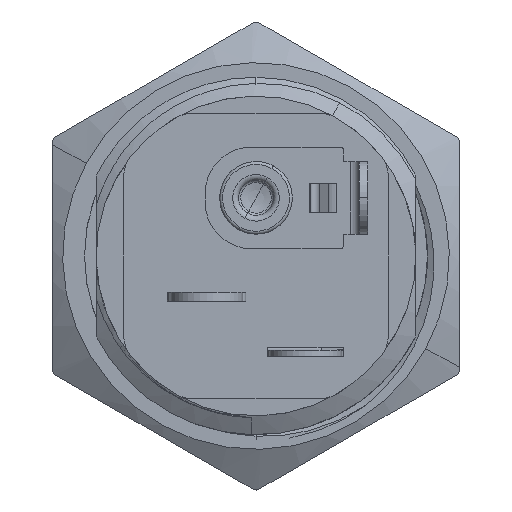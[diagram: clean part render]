
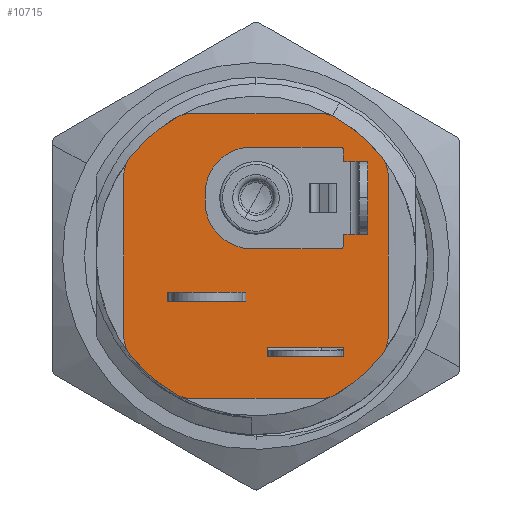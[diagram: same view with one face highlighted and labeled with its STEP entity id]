
A CAD part, front view. The second image highlights one B-rep face of the part: STEP entity #10715.
In plain terms, the highlighted planar face has unit normal (0, -1, 0).
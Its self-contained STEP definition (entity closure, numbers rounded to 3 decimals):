
#9864=AXIS2_PLACEMENT_3D('Circle Axis2P3D',#9862,#9863,$) ;
#9899=AXIS2_PLACEMENT_3D('Circle Axis2P3D',#9897,#9898,$) ;
#10169=AXIS2_PLACEMENT_3D('Circle Axis2P3D',#10167,#10168,$) ;
#10240=AXIS2_PLACEMENT_3D('Circle Axis2P3D',#10238,#10239,$) ;
#10278=AXIS2_PLACEMENT_3D('Circle Axis2P3D',#10276,#10277,$) ;
#10302=AXIS2_PLACEMENT_3D('Circle Axis2P3D',#10300,#10301,$) ;
#10364=AXIS2_PLACEMENT_3D('Circle Axis2P3D',#10362,#10363,$) ;
#10402=AXIS2_PLACEMENT_3D('Circle Axis2P3D',#10400,#10401,$) ;
#10426=AXIS2_PLACEMENT_3D('Circle Axis2P3D',#10424,#10425,$) ;
#10488=AXIS2_PLACEMENT_3D('Circle Axis2P3D',#10486,#10487,$) ;
#10521=AXIS2_PLACEMENT_3D('Circle Axis2P3D',#10519,#10520,$) ;
#10545=AXIS2_PLACEMENT_3D('Circle Axis2P3D',#10543,#10544,$) ;
#10571=AXIS2_PLACEMENT_3D('Circle Axis2P3D',#10569,#10570,$) ;
#10674=AXIS2_PLACEMENT_3D('Plane Axis2P3D',#10671,#10672,#10673) ;
#10678=AXIS2_PLACEMENT_3D('Circle Axis2P3D',#10676,#10677,$) ;
#9862=CARTESIAN_POINT('Axis2P3D Location',(0.,-11.4,2.)) ;
#9866=CARTESIAN_POINT('Vertex',(-0.878,-11.4,1.521)) ;
#9868=CARTESIAN_POINT('Vertex',(0.878,-11.4,2.479)) ;
#9897=CARTESIAN_POINT('Axis2P3D Location',(0.,-11.4,2.)) ;
#9919=CARTESIAN_POINT('Line Origine',(1.7,-11.4,-3.45)) ;
#9923=CARTESIAN_POINT('Vertex',(0.4,-11.4,-3.45)) ;
#9925=CARTESIAN_POINT('Vertex',(3.,-11.4,-3.45)) ;
#9959=CARTESIAN_POINT('Line Origine',(0.4,-11.4,-3.3)) ;
#9963=CARTESIAN_POINT('Vertex',(0.4,-11.4,-3.15)) ;
#9990=CARTESIAN_POINT('Line Origine',(1.7,-11.4,-3.15)) ;
#9994=CARTESIAN_POINT('Vertex',(3.,-11.4,-3.15)) ;
#10021=CARTESIAN_POINT('Line Origine',(3.,-11.4,-3.3)) ;
#10043=CARTESIAN_POINT('Line Origine',(-0.35,-11.4,-1.4)) ;
#10047=CARTESIAN_POINT('Vertex',(-0.35,-11.4,-1.55)) ;
#10049=CARTESIAN_POINT('Vertex',(-0.35,-11.4,-1.25)) ;
#10083=CARTESIAN_POINT('Line Origine',(-1.7,-11.4,-1.55)) ;
#10087=CARTESIAN_POINT('Vertex',(-3.05,-11.4,-1.55)) ;
#10114=CARTESIAN_POINT('Line Origine',(-3.05,-11.4,-1.4)) ;
#10118=CARTESIAN_POINT('Vertex',(-3.05,-11.4,-1.25)) ;
#10145=CARTESIAN_POINT('Line Origine',(-1.7,-11.4,-1.25)) ;
#10167=CARTESIAN_POINT('Axis2P3D Location',(-2.245,-11.4,3.9)) ;
#10171=CARTESIAN_POINT('Vertex',(-2.744,-11.4,4.767)) ;
#10173=CARTESIAN_POINT('Vertex',(-2.245,-11.4,4.9)) ;
#10213=CARTESIAN_POINT('Vertex',(2.245,-11.4,4.9)) ;
#10221=CARTESIAN_POINT('Line Origine',(0.,-11.4,4.9)) ;
#10238=CARTESIAN_POINT('Axis2P3D Location',(2.245,-11.4,3.9)) ;
#10242=CARTESIAN_POINT('Vertex',(2.744,-11.4,4.767)) ;
#10276=CARTESIAN_POINT('Axis2P3D Location',(0.,-11.4,0.)) ;
#10280=CARTESIAN_POINT('Vertex',(4.339,-11.4,3.38)) ;
#10300=CARTESIAN_POINT('Axis2P3D Location',(3.55,-11.4,2.765)) ;
#10304=CARTESIAN_POINT('Vertex',(4.55,-11.4,2.765)) ;
#10337=CARTESIAN_POINT('Vertex',(4.55,-11.4,-2.765)) ;
#10345=CARTESIAN_POINT('Line Origine',(4.55,-11.4,0.)) ;
#10362=CARTESIAN_POINT('Axis2P3D Location',(3.55,-11.4,-2.765)) ;
#10366=CARTESIAN_POINT('Vertex',(4.339,-11.4,-3.38)) ;
#10400=CARTESIAN_POINT('Axis2P3D Location',(0.,-11.4,0.)) ;
#10404=CARTESIAN_POINT('Vertex',(2.744,-11.4,-4.767)) ;
#10424=CARTESIAN_POINT('Axis2P3D Location',(2.245,-11.4,-3.9)) ;
#10428=CARTESIAN_POINT('Vertex',(2.245,-11.4,-4.9)) ;
#10461=CARTESIAN_POINT('Vertex',(-2.245,-11.4,-4.9)) ;
#10469=CARTESIAN_POINT('Line Origine',(0.,-11.4,-4.9)) ;
#10486=CARTESIAN_POINT('Axis2P3D Location',(-2.245,-11.4,-3.9)) ;
#10490=CARTESIAN_POINT('Vertex',(-2.744,-11.4,-4.767)) ;
#10519=CARTESIAN_POINT('Axis2P3D Location',(0.,-11.4,0.)) ;
#10523=CARTESIAN_POINT('Vertex',(-4.339,-11.4,-3.38)) ;
#10543=CARTESIAN_POINT('Axis2P3D Location',(-3.55,-11.4,-2.765)) ;
#10547=CARTESIAN_POINT('Vertex',(-4.55,-11.4,-2.765)) ;
#10569=CARTESIAN_POINT('Axis2P3D Location',(0.,-11.4,0.)) ;
#10573=CARTESIAN_POINT('Vertex',(-4.339,-11.4,3.38)) ;
#10606=CARTESIAN_POINT('Vertex',(-4.55,-11.4,2.765)) ;
#10614=CARTESIAN_POINT('Line Origine',(-4.55,-11.4,0.)) ;
#10671=CARTESIAN_POINT('Axis2P3D Location',(0.,-11.4,0.)) ;
#10676=CARTESIAN_POINT('Axis2P3D Location',(-3.55,-11.4,2.765)) ;
#9863=DIRECTION('Axis2P3D Direction',(0.,-1.,0.)) ;
#9898=DIRECTION('Axis2P3D Direction',(0.,-1.,0.)) ;
#9920=DIRECTION('Vector Direction',(1.,0.,0.)) ;
#9960=DIRECTION('Vector Direction',(0.,0.,1.)) ;
#9991=DIRECTION('Vector Direction',(-1.,0.,0.)) ;
#10022=DIRECTION('Vector Direction',(0.,0.,-1.)) ;
#10044=DIRECTION('Vector Direction',(0.,0.,-1.)) ;
#10084=DIRECTION('Vector Direction',(-1.,0.,0.)) ;
#10115=DIRECTION('Vector Direction',(0.,0.,1.)) ;
#10146=DIRECTION('Vector Direction',(1.,0.,0.)) ;
#10168=DIRECTION('Axis2P3D Direction',(0.,-1.,0.)) ;
#10222=DIRECTION('Vector Direction',(1.,0.,0.)) ;
#10239=DIRECTION('Axis2P3D Direction',(0.,-1.,0.)) ;
#10277=DIRECTION('Axis2P3D Direction',(0.,-1.,0.)) ;
#10301=DIRECTION('Axis2P3D Direction',(0.,-1.,0.)) ;
#10346=DIRECTION('Vector Direction',(0.,0.,-1.)) ;
#10363=DIRECTION('Axis2P3D Direction',(0.,-1.,0.)) ;
#10401=DIRECTION('Axis2P3D Direction',(0.,-1.,0.)) ;
#10425=DIRECTION('Axis2P3D Direction',(0.,-1.,0.)) ;
#10470=DIRECTION('Vector Direction',(-1.,0.,0.)) ;
#10487=DIRECTION('Axis2P3D Direction',(0.,-1.,0.)) ;
#10520=DIRECTION('Axis2P3D Direction',(0.,-1.,0.)) ;
#10544=DIRECTION('Axis2P3D Direction',(0.,-1.,-0.)) ;
#10570=DIRECTION('Axis2P3D Direction',(0.,-1.,0.)) ;
#10615=DIRECTION('Vector Direction',(0.,0.,1.)) ;
#10672=DIRECTION('Axis2P3D Direction',(0.,-1.,0.)) ;
#10673=DIRECTION('Axis2P3D XDirection',(1.,0.,0.)) ;
#10677=DIRECTION('Axis2P3D Direction',(0.,-1.,0.)) ;
#9921=VECTOR('Line Direction',#9920,1.) ;
#9961=VECTOR('Line Direction',#9960,1.) ;
#9992=VECTOR('Line Direction',#9991,1.) ;
#10023=VECTOR('Line Direction',#10022,1.) ;
#10045=VECTOR('Line Direction',#10044,1.) ;
#10085=VECTOR('Line Direction',#10084,1.) ;
#10116=VECTOR('Line Direction',#10115,1.) ;
#10147=VECTOR('Line Direction',#10146,1.) ;
#10223=VECTOR('Line Direction',#10222,1.) ;
#10347=VECTOR('Line Direction',#10346,1.) ;
#10471=VECTOR('Line Direction',#10470,1.) ;
#10616=VECTOR('Line Direction',#10615,1.) ;
#10682=ORIENTED_EDGE('',*,*,#10618,.T.) ;
#10683=ORIENTED_EDGE('',*,*,#10549,.F.) ;
#10684=ORIENTED_EDGE('',*,*,#10525,.T.) ;
#10685=ORIENTED_EDGE('',*,*,#10492,.F.) ;
#10686=ORIENTED_EDGE('',*,*,#10473,.T.) ;
#10687=ORIENTED_EDGE('',*,*,#10430,.F.) ;
#10688=ORIENTED_EDGE('',*,*,#10406,.T.) ;
#10689=ORIENTED_EDGE('',*,*,#10368,.F.) ;
#10690=ORIENTED_EDGE('',*,*,#10349,.T.) ;
#10691=ORIENTED_EDGE('',*,*,#10306,.F.) ;
#10692=ORIENTED_EDGE('',*,*,#10282,.T.) ;
#10693=ORIENTED_EDGE('',*,*,#10244,.F.) ;
#10694=ORIENTED_EDGE('',*,*,#10225,.T.) ;
#10695=ORIENTED_EDGE('',*,*,#10175,.F.) ;
#10696=ORIENTED_EDGE('',*,*,#10575,.T.) ;
#10697=ORIENTED_EDGE('',*,*,#10680,.F.) ;
#10700=ORIENTED_EDGE('',*,*,#9870,.F.) ;
#10701=ORIENTED_EDGE('',*,*,#9901,.F.) ;
#10704=ORIENTED_EDGE('',*,*,#9927,.F.) ;
#10705=ORIENTED_EDGE('',*,*,#9965,.F.) ;
#10706=ORIENTED_EDGE('',*,*,#9996,.F.) ;
#10707=ORIENTED_EDGE('',*,*,#10025,.F.) ;
#10710=ORIENTED_EDGE('',*,*,#10051,.F.) ;
#10711=ORIENTED_EDGE('',*,*,#10089,.F.) ;
#10712=ORIENTED_EDGE('',*,*,#10120,.F.) ;
#10713=ORIENTED_EDGE('',*,*,#10149,.F.) ;
#10702=FACE_BOUND('',#10699,.T.) ;
#10708=FACE_BOUND('',#10703,.T.) ;
#10714=FACE_BOUND('',#10709,.T.) ;
#10715=ADVANCED_FACE('PCB',(#10698,#10702,#10708,#10714),#10675,.T.) ;
#9865=CIRCLE('generated circle',#9864,1.) ;
#9900=CIRCLE('generated circle',#9899,1.) ;
#10170=CIRCLE('generated circle',#10169,1.) ;
#10241=CIRCLE('generated circle',#10240,1.) ;
#10279=CIRCLE('generated circle',#10278,5.5) ;
#10303=CIRCLE('generated circle',#10302,1.) ;
#10365=CIRCLE('generated circle',#10364,1.) ;
#10403=CIRCLE('generated circle',#10402,5.5) ;
#10427=CIRCLE('generated circle',#10426,1.) ;
#10489=CIRCLE('generated circle',#10488,1.) ;
#10522=CIRCLE('generated circle',#10521,5.5) ;
#10546=CIRCLE('generated circle',#10545,1.) ;
#10572=CIRCLE('generated circle',#10571,5.5) ;
#10679=CIRCLE('generated circle',#10678,1.) ;
#9870=EDGE_CURVE('',#9867,#9869,#9865,.T.) ;
#9901=EDGE_CURVE('',#9869,#9867,#9900,.T.) ;
#9927=EDGE_CURVE('',#9924,#9926,#9922,.T.) ;
#9965=EDGE_CURVE('',#9964,#9924,#9962,.F.) ;
#9996=EDGE_CURVE('',#9995,#9964,#9993,.T.) ;
#10025=EDGE_CURVE('',#9926,#9995,#10024,.F.) ;
#10051=EDGE_CURVE('',#10048,#10050,#10046,.F.) ;
#10089=EDGE_CURVE('',#10088,#10048,#10086,.F.) ;
#10120=EDGE_CURVE('',#10119,#10088,#10117,.F.) ;
#10149=EDGE_CURVE('',#10050,#10119,#10148,.F.) ;
#10175=EDGE_CURVE('',#10172,#10174,#10170,.F.) ;
#10225=EDGE_CURVE('',#10214,#10174,#10224,.F.) ;
#10244=EDGE_CURVE('',#10214,#10243,#10241,.F.) ;
#10282=EDGE_CURVE('',#10281,#10243,#10279,.T.) ;
#10306=EDGE_CURVE('',#10281,#10305,#10303,.F.) ;
#10349=EDGE_CURVE('',#10338,#10305,#10348,.F.) ;
#10368=EDGE_CURVE('',#10338,#10367,#10365,.F.) ;
#10406=EDGE_CURVE('',#10405,#10367,#10403,.T.) ;
#10430=EDGE_CURVE('',#10405,#10429,#10427,.F.) ;
#10473=EDGE_CURVE('',#10462,#10429,#10472,.F.) ;
#10492=EDGE_CURVE('',#10462,#10491,#10489,.F.) ;
#10525=EDGE_CURVE('',#10524,#10491,#10522,.T.) ;
#10549=EDGE_CURVE('',#10524,#10548,#10546,.F.) ;
#10575=EDGE_CURVE('',#10172,#10574,#10572,.T.) ;
#10618=EDGE_CURVE('',#10607,#10548,#10617,.F.) ;
#10680=EDGE_CURVE('',#10607,#10574,#10679,.F.) ;
#10681=EDGE_LOOP('',(#10682,#10683,#10684,#10685,#10686,#10687,#10688,#10689,#10690,#10691,#10692,#10693,#10694,#10695,#10696,#10697)) ;
#10699=EDGE_LOOP('',(#10700,#10701)) ;
#10703=EDGE_LOOP('',(#10704,#10705,#10706,#10707)) ;
#10709=EDGE_LOOP('',(#10710,#10711,#10712,#10713)) ;
#10698=FACE_OUTER_BOUND('',#10681,.T.) ;
#9922=LINE('Line',#9919,#9921) ;
#9962=LINE('Line',#9959,#9961) ;
#9993=LINE('Line',#9990,#9992) ;
#10024=LINE('Line',#10021,#10023) ;
#10046=LINE('Line',#10043,#10045) ;
#10086=LINE('Line',#10083,#10085) ;
#10117=LINE('Line',#10114,#10116) ;
#10148=LINE('Line',#10145,#10147) ;
#10224=LINE('Line',#10221,#10223) ;
#10348=LINE('Line',#10345,#10347) ;
#10472=LINE('Line',#10469,#10471) ;
#10617=LINE('Line',#10614,#10616) ;
#10675=PLANE('Plane',#10674) ;
#9867=VERTEX_POINT('',#9866) ;
#9869=VERTEX_POINT('',#9868) ;
#9924=VERTEX_POINT('',#9923) ;
#9926=VERTEX_POINT('',#9925) ;
#9964=VERTEX_POINT('',#9963) ;
#9995=VERTEX_POINT('',#9994) ;
#10048=VERTEX_POINT('',#10047) ;
#10050=VERTEX_POINT('',#10049) ;
#10088=VERTEX_POINT('',#10087) ;
#10119=VERTEX_POINT('',#10118) ;
#10172=VERTEX_POINT('',#10171) ;
#10174=VERTEX_POINT('',#10173) ;
#10214=VERTEX_POINT('',#10213) ;
#10243=VERTEX_POINT('',#10242) ;
#10281=VERTEX_POINT('',#10280) ;
#10305=VERTEX_POINT('',#10304) ;
#10338=VERTEX_POINT('',#10337) ;
#10367=VERTEX_POINT('',#10366) ;
#10405=VERTEX_POINT('',#10404) ;
#10429=VERTEX_POINT('',#10428) ;
#10462=VERTEX_POINT('',#10461) ;
#10491=VERTEX_POINT('',#10490) ;
#10524=VERTEX_POINT('',#10523) ;
#10548=VERTEX_POINT('',#10547) ;
#10574=VERTEX_POINT('',#10573) ;
#10607=VERTEX_POINT('',#10606) ;
